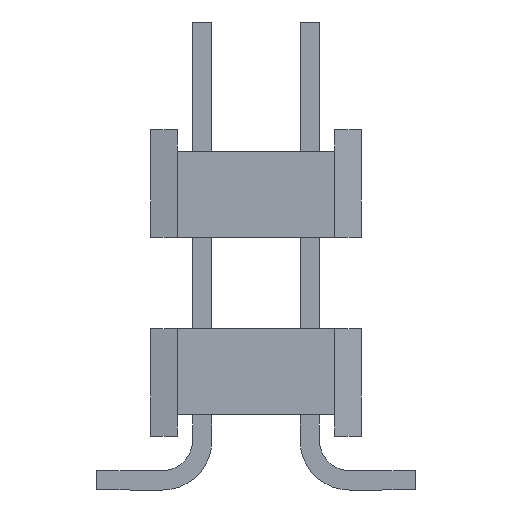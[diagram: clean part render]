
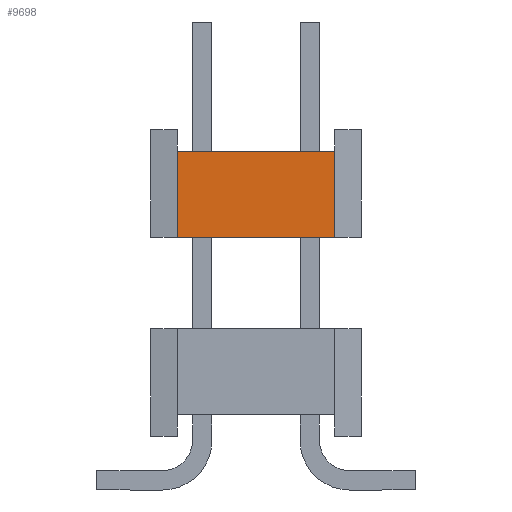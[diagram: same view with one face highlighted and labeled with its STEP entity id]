
A CAD part, left-side view. The second image highlights one B-rep face of the part: STEP entity #9698.
In plain terms, the highlighted planar face has unit normal (-1, 0, 0).
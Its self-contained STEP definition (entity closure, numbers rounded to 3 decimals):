
#242=PLANE('',#10321);
#778=FACE_OUTER_BOUND('',#1350,.T.);
#1350=EDGE_LOOP('',(#7501,#7502,#7503,#7504));
#1845=LINE('',#13590,#3149);
#1879=LINE('',#13658,#3183);
#1899=LINE('',#13697,#3203);
#2148=LINE('',#14195,#3452);
#3149=VECTOR('',#10952,3.708);
#3183=VECTOR('',#10998,2.032);
#3203=VECTOR('',#11034,2.032);
#3452=VECTOR('',#11499,3.708);
#4523=VERTEX_POINT('',#13587);
#4524=VERTEX_POINT('',#13589);
#4552=VERTEX_POINT('',#13657);
#4563=VERTEX_POINT('',#13695);
#5437=EDGE_CURVE('',#4524,#4523,#1845,.T.);
#5471=EDGE_CURVE('',#4524,#4552,#1879,.T.);
#5491=EDGE_CURVE('',#4523,#4563,#1899,.T.);
#5740=EDGE_CURVE('',#4563,#4552,#2148,.T.);
#7501=ORIENTED_EDGE('',*,*,#5471,.F.);
#7502=ORIENTED_EDGE('',*,*,#5437,.T.);
#7503=ORIENTED_EDGE('',*,*,#5491,.T.);
#7504=ORIENTED_EDGE('',*,*,#5740,.T.);
#9698=ADVANCED_FACE('',(#778),#242,.T.);
#10321=AXIS2_PLACEMENT_3D('',#14196,#11500,#11501);
#10952=DIRECTION('',(0.,1.,0.));
#10998=DIRECTION('',(0.,0.,-1.));
#11034=DIRECTION('',(0.,0.,-1.));
#11499=DIRECTION('',(0.,-1.,0.));
#11500=DIRECTION('center_axis',(-1.,0.,0.));
#11501=DIRECTION('ref_axis',(0.,0.,-1.));
#13587=CARTESIAN_POINT('',(-6.35,1.854,8.001));
#13589=CARTESIAN_POINT('',(-6.35,-1.854,8.001));
#13590=CARTESIAN_POINT('',(-6.35,0.,8.001));
#13657=CARTESIAN_POINT('',(-6.35,-1.854,5.969));
#13658=CARTESIAN_POINT('',(-6.35,-1.854,6.985));
#13695=CARTESIAN_POINT('',(-6.35,1.854,5.969));
#13697=CARTESIAN_POINT('',(-6.35,1.854,6.985));
#14195=CARTESIAN_POINT('',(-6.35,0.,5.969));
#14196=CARTESIAN_POINT('Origin',(-6.35,0.,6.985));
